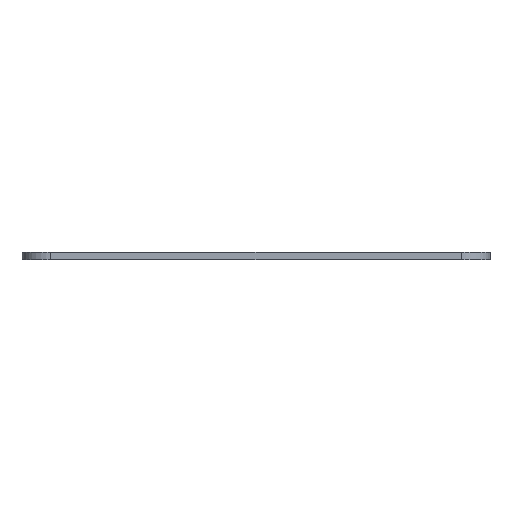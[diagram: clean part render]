
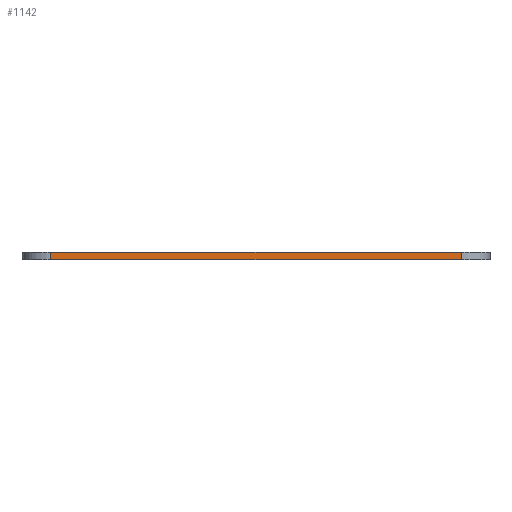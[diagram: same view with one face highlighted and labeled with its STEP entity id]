
A CAD part, left-side view. The second image highlights one B-rep face of the part: STEP entity #1142.
In plain terms, the highlighted planar face has unit normal (-1, 0, 0).
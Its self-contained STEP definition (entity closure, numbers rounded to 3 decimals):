
#116=FACE_OUTER_BOUND('',#174,.T.);
#174=EDGE_LOOP('',(#799,#800,#801,#802));
#268=LINE('',#1702,#388);
#269=LINE('',#1705,#389);
#270=LINE('',#1707,#390);
#271=LINE('',#1708,#391);
#388=VECTOR('',#1360,10.);
#389=VECTOR('',#1363,10.);
#390=VECTOR('',#1364,10.);
#391=VECTOR('',#1365,10.);
#499=VERTEX_POINT('',#1695);
#502=VERTEX_POINT('',#1700);
#503=VERTEX_POINT('',#1704);
#504=VERTEX_POINT('',#1706);
#622=EDGE_CURVE('',#502,#499,#268,.T.);
#623=EDGE_CURVE('',#503,#502,#269,.T.);
#624=EDGE_CURVE('',#504,#503,#270,.T.);
#625=EDGE_CURVE('',#499,#504,#271,.T.);
#799=ORIENTED_EDGE('',*,*,#622,.F.);
#800=ORIENTED_EDGE('',*,*,#623,.F.);
#801=ORIENTED_EDGE('',*,*,#624,.F.);
#802=ORIENTED_EDGE('',*,*,#625,.F.);
#1107=PLANE('',#1216);
#1142=ADVANCED_FACE('',(#116),#1107,.T.);
#1216=AXIS2_PLACEMENT_3D('',#1703,#1361,#1362);
#1360=DIRECTION('',(0.,0.,1.));
#1361=DIRECTION('center_axis',(-1.,0.,0.));
#1362=DIRECTION('ref_axis',(0.,-1.,0.));
#1363=DIRECTION('',(0.,1.,0.));
#1364=DIRECTION('',(0.,0.,-1.));
#1365=DIRECTION('',(0.,-1.,0.));
#1695=CARTESIAN_POINT('',(-17.994,20.384,1.5));
#1700=CARTESIAN_POINT('',(-17.994,20.384,0.));
#1702=CARTESIAN_POINT('',(-17.994,20.384,0.));
#1703=CARTESIAN_POINT('Origin',(-17.994,26.134,0.));
#1704=CARTESIAN_POINT('',(-17.994,-62.447,0.));
#1705=CARTESIAN_POINT('',(-17.994,-68.197,0.));
#1706=CARTESIAN_POINT('',(-17.994,-62.447,1.5));
#1707=CARTESIAN_POINT('',(-17.994,-62.447,0.));
#1708=CARTESIAN_POINT('',(-17.994,-68.197,1.5));
